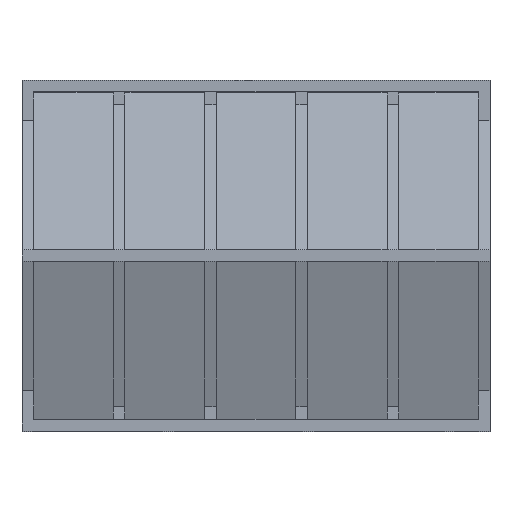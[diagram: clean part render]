
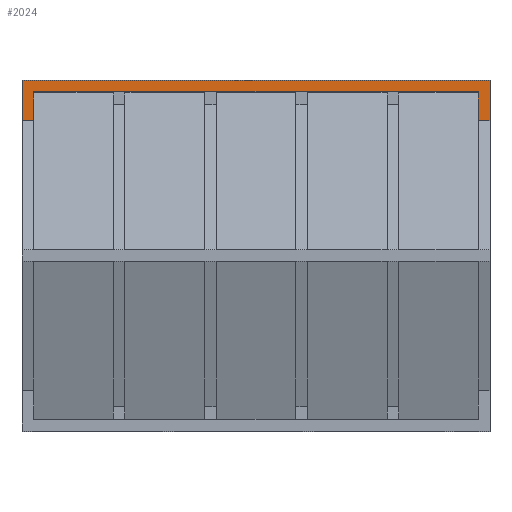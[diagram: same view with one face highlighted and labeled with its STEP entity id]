
A CAD part, top view. The second image highlights one B-rep face of the part: STEP entity #2024.
In plain terms, the highlighted planar face has unit normal (0, 0, 1).
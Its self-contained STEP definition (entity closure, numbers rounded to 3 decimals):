
#32 = PLANE('',#33);
#33 = AXIS2_PLACEMENT_3D('',#34,#35,#36);
#34 = CARTESIAN_POINT('',(0.,0.,0.));
#35 = DIRECTION('',(1.,0.,0.));
#36 = DIRECTION('',(0.,0.,1.));
#85 = VERTEX_POINT('',#86);
#86 = CARTESIAN_POINT('',(0.,1500.,1950.));
#100 = PLANE('',#101);
#101 = AXIS2_PLACEMENT_3D('',#102,#103,#104);
#102 = CARTESIAN_POINT('',(0.,1500.,0.));
#103 = DIRECTION('',(0.,1.,0.));
#104 = DIRECTION('',(0.,0.,1.));
#112 = EDGE_CURVE('',#113,#85,#115,.T.);
#113 = VERTEX_POINT('',#114);
#114 = CARTESIAN_POINT('',(0.,1326.804,
    1950.));
#115 = SURFACE_CURVE('',#116,(#120,#127),.PCURVE_S1.);
#116 = LINE('',#117,#118);
#117 = CARTESIAN_POINT('',(0.,0.,1950.));
#118 = VECTOR('',#119,1.);
#119 = DIRECTION('',(0.,1.,0.));
#120 = PCURVE('',#32,#121);
#121 = DEFINITIONAL_REPRESENTATION('',(#122),#126);
#122 = LINE('',#123,#124);
#123 = CARTESIAN_POINT('',(1950.,0.));
#124 = VECTOR('',#125,1.);
#125 = DIRECTION('',(0.,-1.));
#126 = ( GEOMETRIC_REPRESENTATION_CONTEXT(2) 
PARAMETRIC_REPRESENTATION_CONTEXT() REPRESENTATION_CONTEXT('2D SPACE',''
  ) );
#127 = PCURVE('',#128,#133);
#128 = PLANE('',#129);
#129 = AXIS2_PLACEMENT_3D('',#130,#131,#132);
#130 = CARTESIAN_POINT('',(0.,0.,1950.));
#131 = DIRECTION('',(0.,0.,1.));
#132 = DIRECTION('',(1.,0.,0.));
#133 = DEFINITIONAL_REPRESENTATION('',(#134),#138);
#134 = LINE('',#135,#136);
#135 = CARTESIAN_POINT('',(0.,0.));
#136 = VECTOR('',#137,1.);
#137 = DIRECTION('',(0.,1.));
#138 = ( GEOMETRIC_REPRESENTATION_CONTEXT(2) 
PARAMETRIC_REPRESENTATION_CONTEXT() REPRESENTATION_CONTEXT('2D SPACE',''
  ) );
#156 = PLANE('',#157);
#157 = AXIS2_PLACEMENT_3D('',#158,#159,#160);
#158 = CARTESIAN_POINT('',(0.,750.855,2159.628));
#159 = DIRECTION('',(0.,0.342,0.94));
#160 = DIRECTION('',(1.,0.,0.));
#910 = PLANE('',#911);
#911 = AXIS2_PLACEMENT_3D('',#912,#913,#914);
#912 = CARTESIAN_POINT('',(2000.,0.,0.));
#913 = DIRECTION('',(1.,0.,0.));
#914 = DIRECTION('',(0.,0.,1.));
#2024 = ADVANCED_FACE('',(#2025),#128,.T.);
#2025 = FACE_BOUND('',#2026,.T.);
#2026 = EDGE_LOOP('',(#2027,#2028,#2049,#2077,#2105,#2133,#2154,#2177));
#2027 = ORIENTED_EDGE('',*,*,#112,.F.);
#2028 = ORIENTED_EDGE('',*,*,#2029,.F.);
#2029 = EDGE_CURVE('',#2030,#113,#2032,.T.);
#2030 = VERTEX_POINT('',#2031);
#2031 = CARTESIAN_POINT('',(50.,1326.804,1950.));
#2032 = SURFACE_CURVE('',#2033,(#2037,#2043),.PCURVE_S1.);
#2033 = LINE('',#2034,#2035);
#2034 = CARTESIAN_POINT('',(0.,1326.804,1950.));
#2035 = VECTOR('',#2036,1.);
#2036 = DIRECTION('',(-1.,0.,0.));
#2037 = PCURVE('',#128,#2038);
#2038 = DEFINITIONAL_REPRESENTATION('',(#2039),#2042);
#2039 = B_SPLINE_CURVE_WITH_KNOTS('',1,(#2040,#2041),.UNSPECIFIED.,.F.,
  .F.,(2,2),(-2000.,0.),.PIECEWISE_BEZIER_KNOTS.);
#2040 = CARTESIAN_POINT('',(2000.,1326.804));
#2041 = CARTESIAN_POINT('',(0.,1326.804));
#2042 = ( GEOMETRIC_REPRESENTATION_CONTEXT(2) 
PARAMETRIC_REPRESENTATION_CONTEXT() REPRESENTATION_CONTEXT('2D SPACE',''
  ) );
#2043 = PCURVE('',#156,#2044);
#2044 = DEFINITIONAL_REPRESENTATION('',(#2045),#2048);
#2045 = B_SPLINE_CURVE_WITH_KNOTS('',1,(#2046,#2047),.UNSPECIFIED.,.F.,
  .F.,(2,2),(-2000.,0.),.PIECEWISE_BEZIER_KNOTS.);
#2046 = CARTESIAN_POINT('',(2000.,612.912));
#2047 = CARTESIAN_POINT('',(0.,612.912));
#2048 = ( GEOMETRIC_REPRESENTATION_CONTEXT(2) 
PARAMETRIC_REPRESENTATION_CONTEXT() REPRESENTATION_CONTEXT('2D SPACE',''
  ) );
#2049 = ORIENTED_EDGE('',*,*,#2050,.T.);
#2050 = EDGE_CURVE('',#2030,#2051,#2053,.T.);
#2051 = VERTEX_POINT('',#2052);
#2052 = CARTESIAN_POINT('',(50.,1450.,1950.));
#2053 = SURFACE_CURVE('',#2054,(#2058,#2065),.PCURVE_S1.);
#2054 = LINE('',#2055,#2056);
#2055 = CARTESIAN_POINT('',(50.,0.,1950.));
#2056 = VECTOR('',#2057,1.);
#2057 = DIRECTION('',(0.,1.,0.));
#2058 = PCURVE('',#128,#2059);
#2059 = DEFINITIONAL_REPRESENTATION('',(#2060),#2064);
#2060 = LINE('',#2061,#2062);
#2061 = CARTESIAN_POINT('',(50.,0.));
#2062 = VECTOR('',#2063,1.);
#2063 = DIRECTION('',(0.,1.));
#2064 = ( GEOMETRIC_REPRESENTATION_CONTEXT(2) 
PARAMETRIC_REPRESENTATION_CONTEXT() REPRESENTATION_CONTEXT('2D SPACE',''
  ) );
#2065 = PCURVE('',#2066,#2071);
#2066 = PLANE('',#2067);
#2067 = AXIS2_PLACEMENT_3D('',#2068,#2069,#2070);
#2068 = CARTESIAN_POINT('',(50.,50.,0.));
#2069 = DIRECTION('',(1.,0.,0.));
#2070 = DIRECTION('',(0.,0.,1.));
#2071 = DEFINITIONAL_REPRESENTATION('',(#2072),#2076);
#2072 = LINE('',#2073,#2074);
#2073 = CARTESIAN_POINT('',(1950.,50.));
#2074 = VECTOR('',#2075,1.);
#2075 = DIRECTION('',(0.,-1.));
#2076 = ( GEOMETRIC_REPRESENTATION_CONTEXT(2) 
PARAMETRIC_REPRESENTATION_CONTEXT() REPRESENTATION_CONTEXT('2D SPACE',''
  ) );
#2077 = ORIENTED_EDGE('',*,*,#2078,.T.);
#2078 = EDGE_CURVE('',#2051,#2079,#2081,.T.);
#2079 = VERTEX_POINT('',#2080);
#2080 = CARTESIAN_POINT('',(1950.,1450.,1950.));
#2081 = SURFACE_CURVE('',#2082,(#2086,#2093),.PCURVE_S1.);
#2082 = LINE('',#2083,#2084);
#2083 = CARTESIAN_POINT('',(0.,1450.,1950.));
#2084 = VECTOR('',#2085,1.);
#2085 = DIRECTION('',(1.,0.,0.));
#2086 = PCURVE('',#128,#2087);
#2087 = DEFINITIONAL_REPRESENTATION('',(#2088),#2092);
#2088 = LINE('',#2089,#2090);
#2089 = CARTESIAN_POINT('',(0.,1450.));
#2090 = VECTOR('',#2091,1.);
#2091 = DIRECTION('',(1.,0.));
#2092 = ( GEOMETRIC_REPRESENTATION_CONTEXT(2) 
PARAMETRIC_REPRESENTATION_CONTEXT() REPRESENTATION_CONTEXT('2D SPACE',''
  ) );
#2093 = PCURVE('',#2094,#2099);
#2094 = PLANE('',#2095);
#2095 = AXIS2_PLACEMENT_3D('',#2096,#2097,#2098);
#2096 = CARTESIAN_POINT('',(0.,1450.,0.));
#2097 = DIRECTION('',(0.,1.,0.));
#2098 = DIRECTION('',(0.,0.,1.));
#2099 = DEFINITIONAL_REPRESENTATION('',(#2100),#2104);
#2100 = LINE('',#2101,#2102);
#2101 = CARTESIAN_POINT('',(1950.,0.));
#2102 = VECTOR('',#2103,1.);
#2103 = DIRECTION('',(0.,1.));
#2104 = ( GEOMETRIC_REPRESENTATION_CONTEXT(2) 
PARAMETRIC_REPRESENTATION_CONTEXT() REPRESENTATION_CONTEXT('2D SPACE',''
  ) );
#2105 = ORIENTED_EDGE('',*,*,#2106,.F.);
#2106 = EDGE_CURVE('',#2107,#2079,#2109,.T.);
#2107 = VERTEX_POINT('',#2108);
#2108 = CARTESIAN_POINT('',(1950.,1326.804,1950.));
#2109 = SURFACE_CURVE('',#2110,(#2114,#2121),.PCURVE_S1.);
#2110 = LINE('',#2111,#2112);
#2111 = CARTESIAN_POINT('',(1950.,0.,1950.));
#2112 = VECTOR('',#2113,1.);
#2113 = DIRECTION('',(0.,1.,0.));
#2114 = PCURVE('',#128,#2115);
#2115 = DEFINITIONAL_REPRESENTATION('',(#2116),#2120);
#2116 = LINE('',#2117,#2118);
#2117 = CARTESIAN_POINT('',(1950.,0.));
#2118 = VECTOR('',#2119,1.);
#2119 = DIRECTION('',(0.,1.));
#2120 = ( GEOMETRIC_REPRESENTATION_CONTEXT(2) 
PARAMETRIC_REPRESENTATION_CONTEXT() REPRESENTATION_CONTEXT('2D SPACE',''
  ) );
#2121 = PCURVE('',#2122,#2127);
#2122 = PLANE('',#2123);
#2123 = AXIS2_PLACEMENT_3D('',#2124,#2125,#2126);
#2124 = CARTESIAN_POINT('',(1950.,50.,0.));
#2125 = DIRECTION('',(1.,0.,0.));
#2126 = DIRECTION('',(0.,0.,1.));
#2127 = DEFINITIONAL_REPRESENTATION('',(#2128),#2132);
#2128 = LINE('',#2129,#2130);
#2129 = CARTESIAN_POINT('',(1950.,50.));
#2130 = VECTOR('',#2131,1.);
#2131 = DIRECTION('',(0.,-1.));
#2132 = ( GEOMETRIC_REPRESENTATION_CONTEXT(2) 
PARAMETRIC_REPRESENTATION_CONTEXT() REPRESENTATION_CONTEXT('2D SPACE',''
  ) );
#2133 = ORIENTED_EDGE('',*,*,#2134,.F.);
#2134 = EDGE_CURVE('',#2135,#2107,#2137,.T.);
#2135 = VERTEX_POINT('',#2136);
#2136 = CARTESIAN_POINT('',(2000.,1326.804,1950.));
#2137 = SURFACE_CURVE('',#2138,(#2142,#2148),.PCURVE_S1.);
#2138 = LINE('',#2139,#2140);
#2139 = CARTESIAN_POINT('',(0.,1326.804,1950.));
#2140 = VECTOR('',#2141,1.);
#2141 = DIRECTION('',(-1.,0.,0.));
#2142 = PCURVE('',#128,#2143);
#2143 = DEFINITIONAL_REPRESENTATION('',(#2144),#2147);
#2144 = B_SPLINE_CURVE_WITH_KNOTS('',1,(#2145,#2146),.UNSPECIFIED.,.F.,
  .F.,(2,2),(-2000.,0.),.PIECEWISE_BEZIER_KNOTS.);
#2145 = CARTESIAN_POINT('',(2000.,1326.804));
#2146 = CARTESIAN_POINT('',(0.,1326.804));
#2147 = ( GEOMETRIC_REPRESENTATION_CONTEXT(2) 
PARAMETRIC_REPRESENTATION_CONTEXT() REPRESENTATION_CONTEXT('2D SPACE',''
  ) );
#2148 = PCURVE('',#156,#2149);
#2149 = DEFINITIONAL_REPRESENTATION('',(#2150),#2153);
#2150 = B_SPLINE_CURVE_WITH_KNOTS('',1,(#2151,#2152),.UNSPECIFIED.,.F.,
  .F.,(2,2),(-2000.,0.),.PIECEWISE_BEZIER_KNOTS.);
#2151 = CARTESIAN_POINT('',(2000.,612.912));
#2152 = CARTESIAN_POINT('',(0.,612.912));
#2153 = ( GEOMETRIC_REPRESENTATION_CONTEXT(2) 
PARAMETRIC_REPRESENTATION_CONTEXT() REPRESENTATION_CONTEXT('2D SPACE',''
  ) );
#2154 = ORIENTED_EDGE('',*,*,#2155,.T.);
#2155 = EDGE_CURVE('',#2135,#2156,#2158,.T.);
#2156 = VERTEX_POINT('',#2157);
#2157 = CARTESIAN_POINT('',(2000.,1500.,1950.));
#2158 = SURFACE_CURVE('',#2159,(#2163,#2170),.PCURVE_S1.);
#2159 = LINE('',#2160,#2161);
#2160 = CARTESIAN_POINT('',(2000.,0.,1950.));
#2161 = VECTOR('',#2162,1.);
#2162 = DIRECTION('',(0.,1.,0.));
#2163 = PCURVE('',#128,#2164);
#2164 = DEFINITIONAL_REPRESENTATION('',(#2165),#2169);
#2165 = LINE('',#2166,#2167);
#2166 = CARTESIAN_POINT('',(2000.,0.));
#2167 = VECTOR('',#2168,1.);
#2168 = DIRECTION('',(0.,1.));
#2169 = ( GEOMETRIC_REPRESENTATION_CONTEXT(2) 
PARAMETRIC_REPRESENTATION_CONTEXT() REPRESENTATION_CONTEXT('2D SPACE',''
  ) );
#2170 = PCURVE('',#910,#2171);
#2171 = DEFINITIONAL_REPRESENTATION('',(#2172),#2176);
#2172 = LINE('',#2173,#2174);
#2173 = CARTESIAN_POINT('',(1950.,0.));
#2174 = VECTOR('',#2175,1.);
#2175 = DIRECTION('',(0.,-1.));
#2176 = ( GEOMETRIC_REPRESENTATION_CONTEXT(2) 
PARAMETRIC_REPRESENTATION_CONTEXT() REPRESENTATION_CONTEXT('2D SPACE',''
  ) );
#2177 = ORIENTED_EDGE('',*,*,#2178,.F.);
#2178 = EDGE_CURVE('',#85,#2156,#2179,.T.);
#2179 = SURFACE_CURVE('',#2180,(#2184,#2191),.PCURVE_S1.);
#2180 = LINE('',#2181,#2182);
#2181 = CARTESIAN_POINT('',(0.,1500.,1950.));
#2182 = VECTOR('',#2183,1.);
#2183 = DIRECTION('',(1.,0.,0.));
#2184 = PCURVE('',#128,#2185);
#2185 = DEFINITIONAL_REPRESENTATION('',(#2186),#2190);
#2186 = LINE('',#2187,#2188);
#2187 = CARTESIAN_POINT('',(0.,1500.));
#2188 = VECTOR('',#2189,1.);
#2189 = DIRECTION('',(1.,0.));
#2190 = ( GEOMETRIC_REPRESENTATION_CONTEXT(2) 
PARAMETRIC_REPRESENTATION_CONTEXT() REPRESENTATION_CONTEXT('2D SPACE',''
  ) );
#2191 = PCURVE('',#100,#2192);
#2192 = DEFINITIONAL_REPRESENTATION('',(#2193),#2197);
#2193 = LINE('',#2194,#2195);
#2194 = CARTESIAN_POINT('',(1950.,0.));
#2195 = VECTOR('',#2196,1.);
#2196 = DIRECTION('',(0.,1.));
#2197 = ( GEOMETRIC_REPRESENTATION_CONTEXT(2) 
PARAMETRIC_REPRESENTATION_CONTEXT() REPRESENTATION_CONTEXT('2D SPACE',''
  ) );
